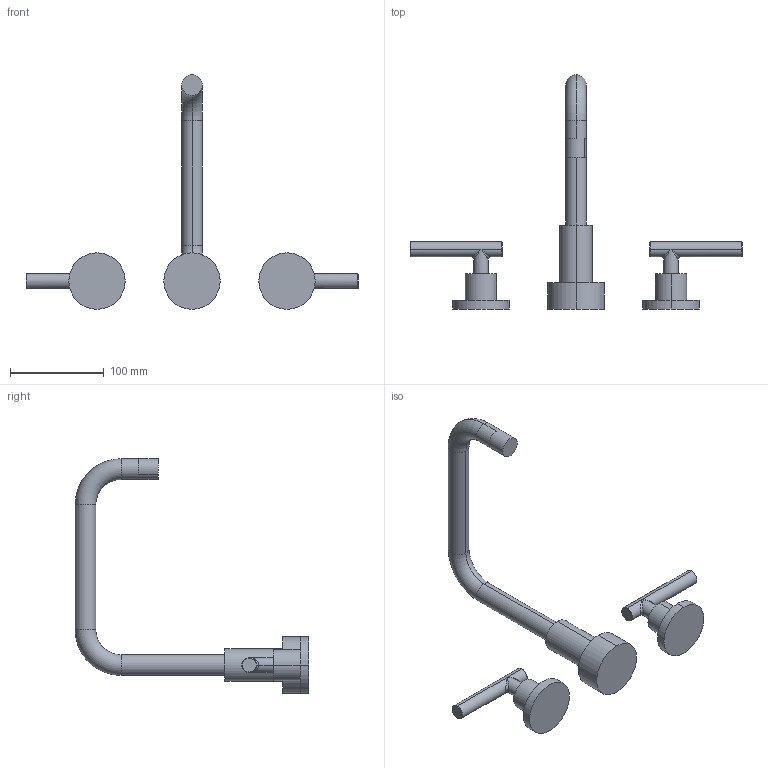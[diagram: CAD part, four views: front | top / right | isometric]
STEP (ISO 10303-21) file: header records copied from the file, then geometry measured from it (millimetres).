
FILE_DESCRIPTION((''),'2;1');
FILE_NAME('3-1406L','2021-03-10T14:16:26',('jinson.thomas'),(''),'CREO PARAMETRIC BY PTC INC, 2018400','CREO PARAMETRIC BY PTC INC, 2018400','');
FILE_SCHEMA(('CONFIG_CONTROL_DESIGN'));
Length unit declared in the file: inch
Products named in the file (1): 3-1406L
Bounding box: 355.04 x 250.23 x 250.82 mm (x, y, z)
Volume: 446166.6 mm3; surface area: 79121.5 mm2
Topology: 3 solids, 3 shells, 68 faces, 134 edges, 80 vertices
Faces by surface type: cylinder 32, plane 16, bspline 8, cone 8, torus 4
Entity records: 2610 total; most frequent: CARTESIAN_POINT 1172, DIRECTION 312, ORIENTED_EDGE 268, AXIS2_PLACEMENT_3D 134, EDGE_CURVE 134, VERTEX_POINT 80, EDGE_LOOP 76, CIRCLE 74
